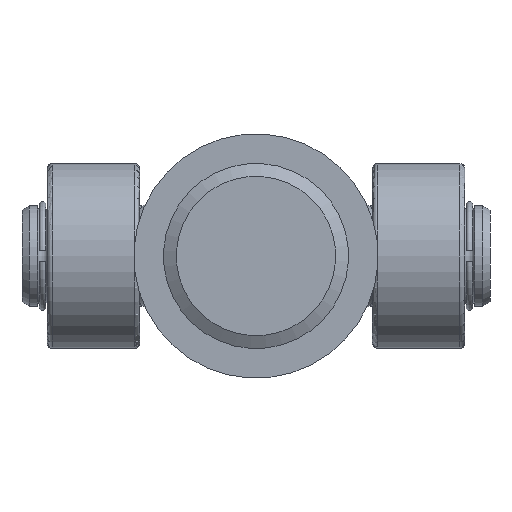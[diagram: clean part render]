
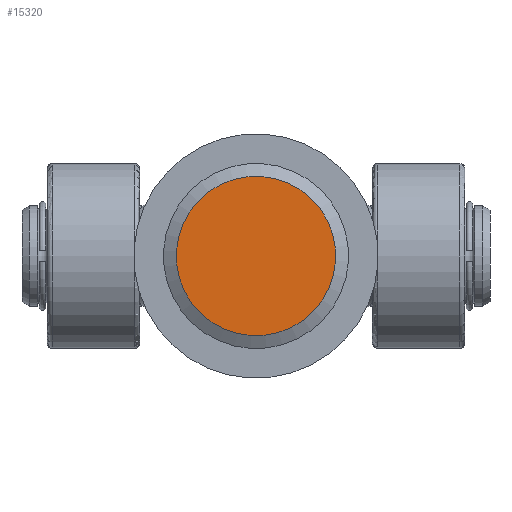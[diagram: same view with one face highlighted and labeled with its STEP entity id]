
A CAD part, front view. The second image highlights one B-rep face of the part: STEP entity #15320.
In plain terms, the highlighted face is planar.
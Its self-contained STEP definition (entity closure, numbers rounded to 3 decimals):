
#3564=PLANE('',#16395);
#4612=FACE_OUTER_BOUND('',#5574,.T.);
#5574=EDGE_LOOP('',(#14299));
#5979=CIRCLE('',#16392,31.);
#7516=VERTEX_POINT('',#33527);
#9782=EDGE_CURVE('',#7516,#7516,#5979,.T.);
#14299=ORIENTED_EDGE('',*,*,#9782,.F.);
#15320=ADVANCED_FACE('',(#4612),#3564,.F.);
#16392=AXIS2_PLACEMENT_3D('',#33528,#19377,#19378);
#16395=AXIS2_PLACEMENT_3D('',#33532,#19383,#19384);
#19377=DIRECTION('center_axis',(0.,0.,1.));
#19378=DIRECTION('ref_axis',(-1.,0.,0.));
#19383=DIRECTION('center_axis',(0.,0.,1.));
#19384=DIRECTION('ref_axis',(1.,0.,0.));
#33527=CARTESIAN_POINT('',(31.,0.,0.));
#33528=CARTESIAN_POINT('Origin',(0.,0.,0.));
#33532=CARTESIAN_POINT('Origin',(0.,0.,
0.));
